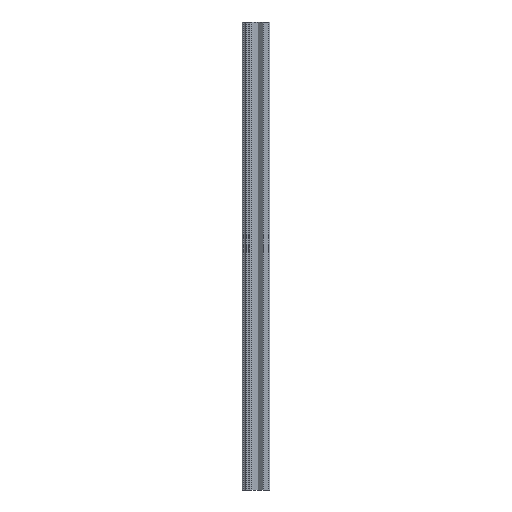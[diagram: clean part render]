
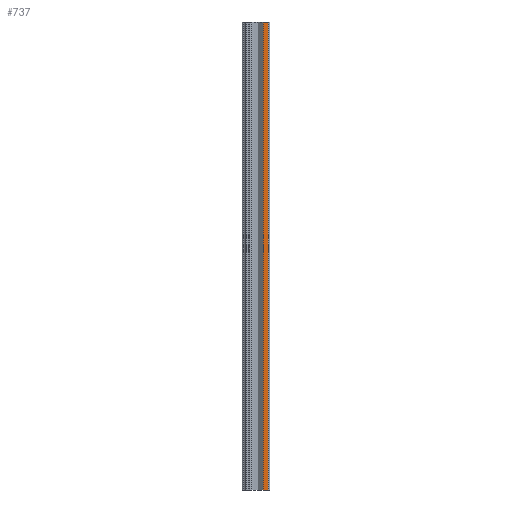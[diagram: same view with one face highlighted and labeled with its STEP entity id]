
A CAD part, left-side view. The second image highlights one B-rep face of the part: STEP entity #737.
In plain terms, the highlighted planar face has unit normal (-1, 0, 0).
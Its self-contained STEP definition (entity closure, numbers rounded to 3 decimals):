
#236 = LINE ( 'NONE', #550, #1187 ) ;
#376 = LINE ( 'NONE', #2271, #2169 ) ;
#550 = CARTESIAN_POINT ( 'NONE',  ( -14., 6.3, -440. ) ) ;
#578 = CARTESIAN_POINT ( 'NONE',  ( -14., 6.3, -440. ) ) ;
#716 = CARTESIAN_POINT ( 'NONE',  ( -14., 6.3, -440. ) ) ;
#731 = DIRECTION ( 'NONE',  ( 0., -1., 0. ) ) ;
#737 = ADVANCED_FACE ( 'NONE', ( #792 ), #1903, .T. ) ;
#791 = CARTESIAN_POINT ( 'NONE',  ( -14., 1.5, -440. ) ) ;
#792 = FACE_OUTER_BOUND ( 'NONE', #1424, .T. ) ;
#804 = DIRECTION ( 'NONE',  ( -1., 0., 0. ) ) ;
#917 = VERTEX_POINT ( 'NONE', #2739 ) ;
#974 = EDGE_CURVE ( 'NONE', #1307, #917, #236, .T. ) ;
#1038 = LINE ( 'NONE', #2765, #1179 ) ;
#1179 = VECTOR ( 'NONE', #1678, 1000. ) ;
#1187 = VECTOR ( 'NONE', #2604, 1000. ) ;
#1214 = AXIS2_PLACEMENT_3D ( 'NONE', #578, #804, #1479 ) ;
#1306 = EDGE_CURVE ( 'NONE', #2701, #1375, #1553, .T. ) ;
#1307 = VERTEX_POINT ( 'NONE', #716 ) ;
#1375 = VERTEX_POINT ( 'NONE', #1623 ) ;
#1378 = CARTESIAN_POINT ( 'NONE',  ( -14., 1.5, -440. ) ) ;
#1424 = EDGE_LOOP ( 'NONE', ( #1892, #2094, #2627, #1433 ) ) ;
#1433 = ORIENTED_EDGE ( 'NONE', *, *, #1306, .T. ) ;
#1479 = DIRECTION ( 'NONE',  ( 0., 0., 1. ) ) ;
#1553 = LINE ( 'NONE', #1378, #2646 ) ;
#1623 = CARTESIAN_POINT ( 'NONE',  ( -14., 1.5, 0. ) ) ;
#1678 = DIRECTION ( 'NONE',  ( 0., -1., 0. ) ) ;
#1811 = DIRECTION ( 'NONE',  ( 0., 0., 1. ) ) ;
#1892 = ORIENTED_EDGE ( 'NONE', *, *, #2246, .F. ) ;
#1903 = PLANE ( 'NONE',  #1214 ) ;
#2094 = ORIENTED_EDGE ( 'NONE', *, *, #974, .F. ) ;
#2169 = VECTOR ( 'NONE', #731, 1000. ) ;
#2246 = EDGE_CURVE ( 'NONE', #917, #1375, #376, .T. ) ;
#2271 = CARTESIAN_POINT ( 'NONE',  ( -14., 6.3, 0. ) ) ;
#2420 = EDGE_CURVE ( 'NONE', #1307, #2701, #1038, .T. ) ;
#2604 = DIRECTION ( 'NONE',  ( 0., 0., 1. ) ) ;
#2627 = ORIENTED_EDGE ( 'NONE', *, *, #2420, .T. ) ;
#2646 = VECTOR ( 'NONE', #1811, 1000. ) ;
#2701 = VERTEX_POINT ( 'NONE', #791 ) ;
#2739 = CARTESIAN_POINT ( 'NONE',  ( -14., 6.3, 0. ) ) ;
#2765 = CARTESIAN_POINT ( 'NONE',  ( -14., 6.3, -440. ) ) ;
